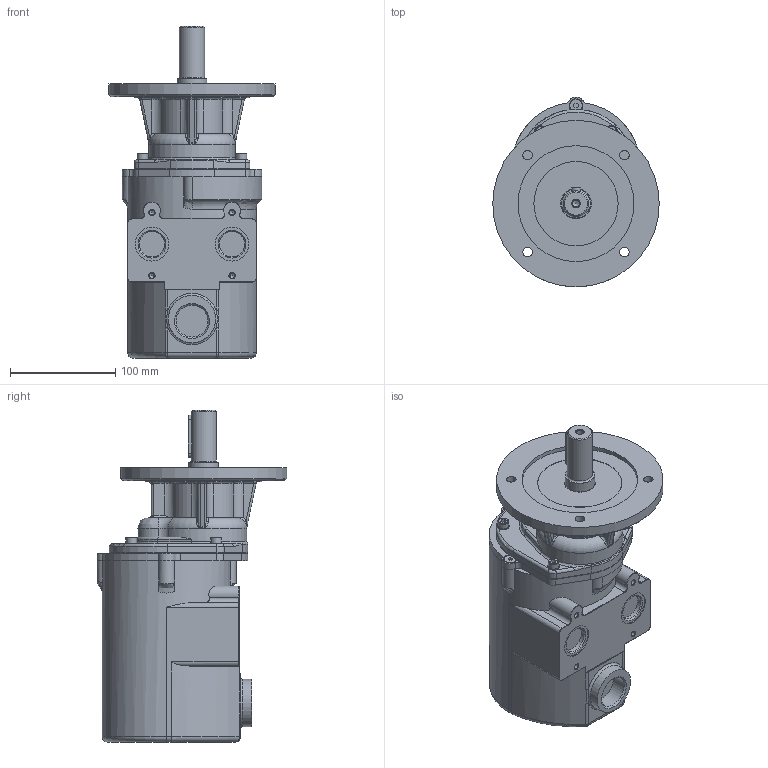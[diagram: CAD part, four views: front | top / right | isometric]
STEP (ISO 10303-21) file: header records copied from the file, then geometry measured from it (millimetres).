
FILE_DESCRIPTION(/* description */ ('MU 400-2800'),/* implementation_level */ '2;1');
FILE_NAME(/* name */ 'MU 400-2800_46670115.stp',/* time_stamp */ '2024-04-10T16:17:59+02:00',/* author */ ('DSteinicke'),/* organization */ (''),/* preprocessor_version */ 'ST-DEVELOPER v20',/* originating_system */ 'Autodesk Inventor 2024',/* authorisation */ '');
FILE_SCHEMA (('AUTOMOTIVE_DESIGN { 1 0 10303 214 3 1 1 }'));
Length unit declared in the file: millimetre
Products named in the file (1): 46670115
Bounding box: 158 x 180.25 x 315 mm (x, y, z)
Volume: 2961367.4 mm3; surface area: 180234.6 mm2
Topology: 1 solids, 12 shells, 477 faces, 1150 edges, 717 vertices
Faces by surface type: plane 175, cylinder 174, torus 56, bspline 40, cone 32
Full cylindrical faces by diameter (mm): 4.5 x1, 4.917 x6, 4.99 x1, 6 x9, 6.4 x9, 6.647 x1, 7 x5, 9 x4, 10 x5, 11 x5, 12 x3, 24 x1, 24.117 x2, 28 x1, 29 x1, 30.291 x1, 32 x2, 45 x1, 80 x1, 110 x2, 158 x1
Entity records: 16716 total; most frequent: CARTESIAN_POINT 5050, DIRECTION 2395, ORIENTED_EDGE 2270, EDGE_CURVE 1135, AXIS2_PLACEMENT_3D 982, VERTEX_POINT 717, EDGE_LOOP 538, CIRCLE 526
